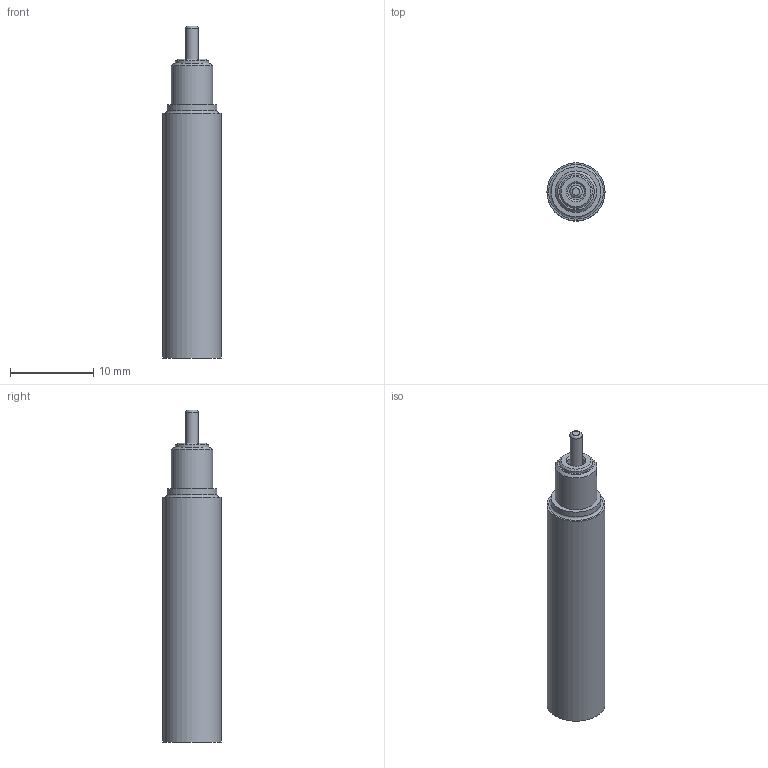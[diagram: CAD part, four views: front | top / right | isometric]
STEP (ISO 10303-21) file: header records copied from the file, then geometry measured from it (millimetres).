
FILE_DESCRIPTION(/* description */ ('STEP AP214'),/* implementation_level */ '2;1');
FILE_NAME(/* name */ '8119981_DYSS-G8-3-4-Y1F-F1A-G2',/* time_stamp */ '2024-08-23T16:44:54+02:00',/* author */ ('License CC BY-ND 4.0'),/* organization */ ('CADENAS'),/* preprocessor_version */ 'ST-DEVELOPER v19.3',/* originating_system */ 'PARTsolutions',/* authorisation */ ' ');
FILE_SCHEMA (('AUTOMOTIVE_DESIGN {1 0 10303 214 3 1 1}'));
Length unit declared in the file: millimetre
Products named in the file (3): 8119981 DYSS-G8-3-4-Y1F-F1A-G2---(1_0_0_0); 8119976 DYSS-3-4-Y1F-F1A-G2---(1_0_0); 8074424 DYEF-G8-M5x0.5
Assembly tree (2 placements, depth 2):
  8119981 DYSS-G8-3-4-Y1F-F1A-G2---(1_0_0_0)
    8119976 DYSS-3-4-Y1F-F1A-G2---(1_0_0)
    8074424 DYEF-G8-M5x0.5
Bounding box: 7 x 7 x 40 mm (x, y, z)
Volume: 1195.1 mm3; surface area: 1835.9 mm2
Topology: 2 solids, 2 shells, 49 faces, 89 edges, 52 vertices
Faces by surface type: plane 24, cone 13, cylinder 10, torus 2
Full cylindrical faces by diameter (mm): 1.5 x1, 2 x1, 3.5 x1, 4 x1, 4.3 x1, 4.459 x1, 5 x1, 5.1 x1, 6 x1, 7 x1
Entity records: 1177 total; most frequent: DIRECTION 202, CARTESIAN_POINT 198, ORIENTED_EDGE 140, AXIS2_PLACEMENT_3D 86, EDGE_LOOP 78, FACE_BOUND 78, EDGE_CURVE 70, VERTEX_POINT 52
